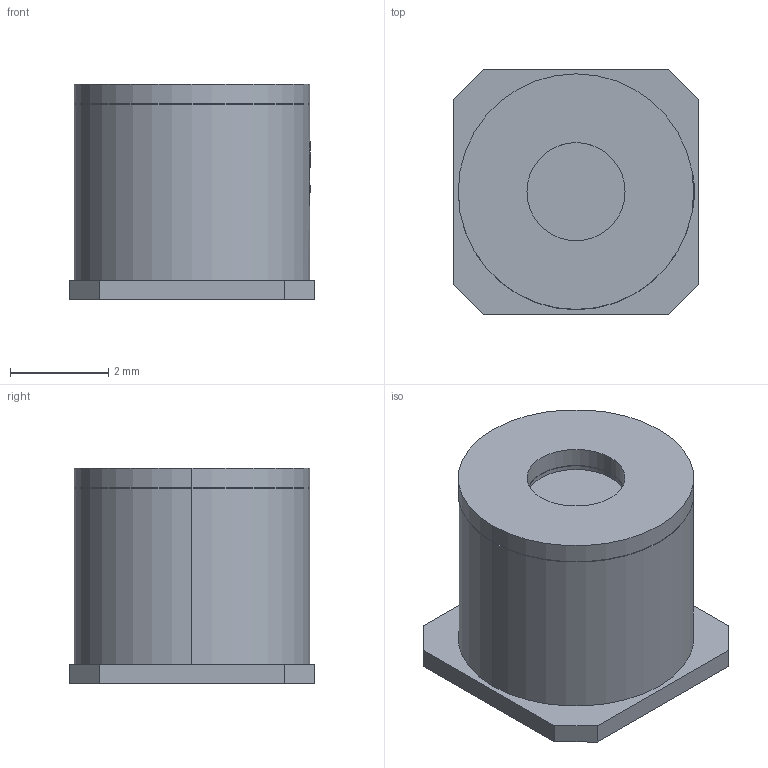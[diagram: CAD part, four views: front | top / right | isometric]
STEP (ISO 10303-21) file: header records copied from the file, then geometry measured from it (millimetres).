
FILE_DESCRIPTION (( 'STEP AP214' ), '1' );
FILE_NAME ('GDT-2031-xxT-SM.STEP', '2014-01-08T07:04:27', ( 'BT_YANFB_XUJUNRAN' ), ( '' ), 'SwSTEP 2.0', 'SolidWorks 2010', '' );
FILE_SCHEMA (( 'AUTOMOTIVE_DESIGN' ));
Length unit declared in the file: millimetre
Products named in the file (1): GDT-2031-xxT-SM
Bounding box: 5 x 5 x 4.4 mm (x, y, z)
Volume: 80.4 mm3; surface area: 149.2 mm2
Topology: 2 solids, 2 shells, 46 faces, 118 edges, 78 vertices
Faces by surface type: plane 19, cylinder 14, bspline 13
Entity records: 3214 total; most frequent: CARTESIAN_POINT 1703, ORIENTED_EDGE 236, DIRECTION 155, EDGE_CURVE 118, VERTEX_POINT 78, AXIS2_PLACEMENT_3D 54, B_SPLINE_CURVE_WITH_KNOTS 51, EDGE_LOOP 50
